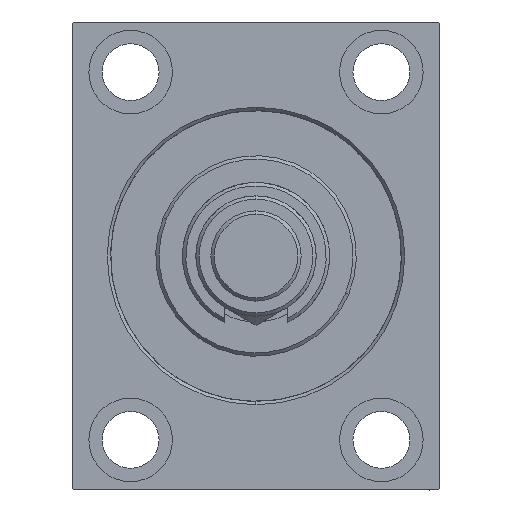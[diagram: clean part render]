
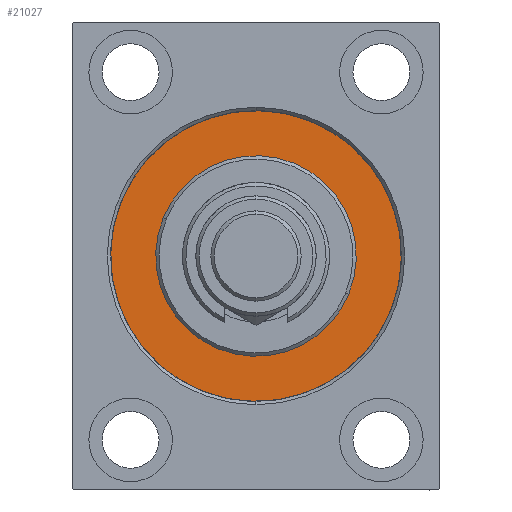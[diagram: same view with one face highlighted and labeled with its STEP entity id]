
A CAD part, left-side view. The second image highlights one B-rep face of the part: STEP entity #21027.
In plain terms, the highlighted face is planar.
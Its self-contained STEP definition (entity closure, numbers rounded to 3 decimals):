
#549 = CARTESIAN_POINT ( 'NONE',  ( 0., 0., 0. ) ) ;
#1792 = DIRECTION ( 'NONE',  ( -1., 0., 0. ) ) ;
#4393 = EDGE_CURVE ( 'NONE', #31146, #19362, #25059, .T. ) ;
#4467 = DIRECTION ( 'NONE',  ( 0., 0., -1. ) ) ;
#6862 = AXIS2_PLACEMENT_3D ( 'NONE', #44954, #1792, #19588 ) ;
#7032 = EDGE_LOOP ( 'NONE', ( #15296, #39468 ) ) ;
#7668 = CARTESIAN_POINT ( 'NONE',  ( 0., 0., -43.5 ) ) ;
#8524 = VERTEX_POINT ( 'NONE', #13539 ) ;
#10120 = VERTEX_POINT ( 'NONE', #19723 ) ;
#12525 = EDGE_CURVE ( 'NONE', #8524, #10120, #37294, .T. ) ;
#13533 = CIRCLE ( 'NONE', #43794, 30. ) ;
#13539 = CARTESIAN_POINT ( 'NONE',  ( 0., 0., -30. ) ) ;
#14822 = AXIS2_PLACEMENT_3D ( 'NONE', #549, #15714, #40624 ) ;
#15231 = DIRECTION ( 'NONE',  ( 0., 0., -1. ) ) ;
#15296 = ORIENTED_EDGE ( 'NONE', *, *, #4393, .F. ) ;
#15714 = DIRECTION ( 'NONE',  ( -1., 0., 0. ) ) ;
#16805 = CARTESIAN_POINT ( 'NONE',  ( 0., 0., 0. ) ) ;
#19362 = VERTEX_POINT ( 'NONE', #35314 ) ;
#19588 = DIRECTION ( 'NONE',  ( 0., 0., 1. ) ) ;
#19723 = CARTESIAN_POINT ( 'NONE',  ( 0., 0., 30. ) ) ;
#20640 = AXIS2_PLACEMENT_3D ( 'NONE', #25362, #21571, #4467 ) ;
#21027 = ADVANCED_FACE ( 'NONE', ( #41093, #26160 ), #26392, .F. ) ;
#21571 = DIRECTION ( 'NONE',  ( 1., 0., 0. ) ) ;
#25059 = CIRCLE ( 'NONE', #6862, 43.5 ) ;
#25362 = CARTESIAN_POINT ( 'NONE',  ( 0., 0., 0. ) ) ;
#26160 = FACE_OUTER_BOUND ( 'NONE', #7032, .T. ) ;
#26392 = PLANE ( 'NONE',  #14822 ) ;
#28157 = EDGE_LOOP ( 'NONE', ( #40176, #45390 ) ) ;
#31034 = DIRECTION ( 'NONE',  ( -1., 0., 0. ) ) ;
#31146 = VERTEX_POINT ( 'NONE', #7668 ) ;
#33102 = EDGE_CURVE ( 'NONE', #19362, #31146, #33848, .T. ) ;
#33710 = CARTESIAN_POINT ( 'NONE',  ( 0., 0., 0. ) ) ;
#33848 = CIRCLE ( 'NONE', #36876, 43.5 ) ;
#35314 = CARTESIAN_POINT ( 'NONE',  ( 0., 0., 43.5 ) ) ;
#36589 = DIRECTION ( 'NONE',  ( 1., 0., 0. ) ) ;
#36876 = AXIS2_PLACEMENT_3D ( 'NONE', #16805, #31034, #45485 ) ;
#37048 = EDGE_CURVE ( 'NONE', #10120, #8524, #13533, .T. ) ;
#37294 = CIRCLE ( 'NONE', #20640, 30. ) ;
#39468 = ORIENTED_EDGE ( 'NONE', *, *, #33102, .F. ) ;
#40176 = ORIENTED_EDGE ( 'NONE', *, *, #37048, .F. ) ;
#40624 = DIRECTION ( 'NONE',  ( 0., 0., 1. ) ) ;
#41093 = FACE_BOUND ( 'NONE', #28157, .T. ) ;
#43794 = AXIS2_PLACEMENT_3D ( 'NONE', #33710, #36589, #15231 ) ;
#44954 = CARTESIAN_POINT ( 'NONE',  ( 0., 0., 0. ) ) ;
#45390 = ORIENTED_EDGE ( 'NONE', *, *, #12525, .F. ) ;
#45485 = DIRECTION ( 'NONE',  ( 0., 0., 1. ) ) ;
